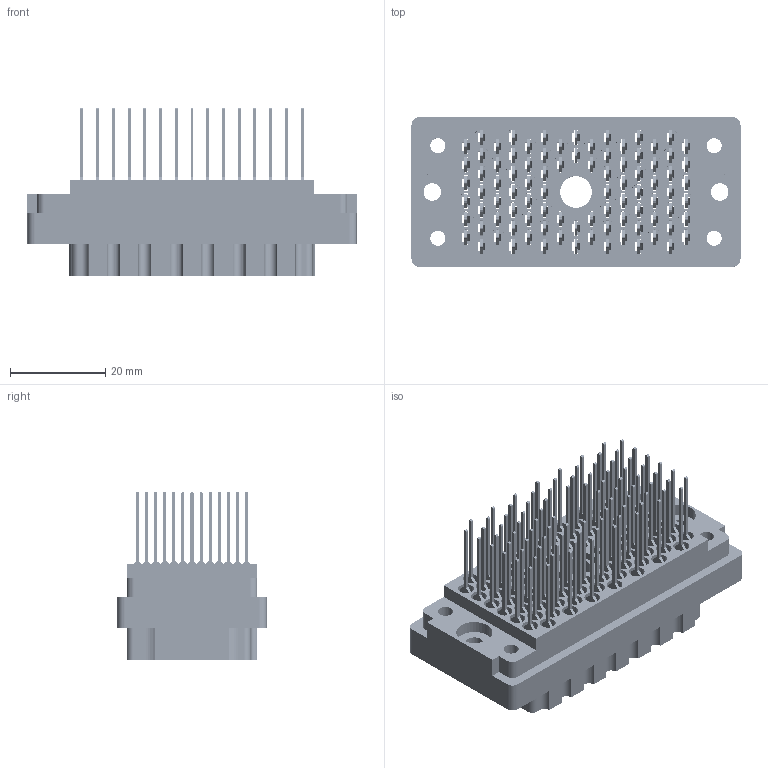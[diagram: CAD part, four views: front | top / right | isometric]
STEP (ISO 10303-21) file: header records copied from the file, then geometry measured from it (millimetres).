
FILE_DESCRIPTION (( 'STEP AP203' ), '1' );
FILE_NAME ('516-090-541-400.STEP', '2020-03-06T21:27:48', ( '' ), ( '' ), 'SwSTEP 2.0', 'SolidWorks 2016', '' );
FILE_SCHEMA (( 'CONFIG_CONTROL_DESIGN' ));
Length unit declared in the file: inch
Products named in the file (3): 516-292-001_541 Contact; 516 Part Receptacle_090; 516-090-541-400
Assembly tree (91 placements, depth 2):
  516-090-541-400
    516 Part Receptacle_090
    516-292-001_541 Contact  x90
Bounding box: 69.04 x 31.34 x 35.38 mm (x, y, z)
Volume: 23208.6 mm3; surface area: 46415.9 mm2
Topology: 91 solids, 91 shells, 8404 faces, 24434 edges, 16228 vertices
Faces by surface type: plane 5155, cylinder 2707, bspline 540, cone 2
Entity records: 70594 total; most frequent: CARTESIAN_POINT 12243, ORIENTED_EDGE 11844, DIRECTION 11550, EDGE_CURVE 5922, LINE 4394, VECTOR 4394, VERTEX_POINT 3946, AXIS2_PLACEMENT_3D 3578
